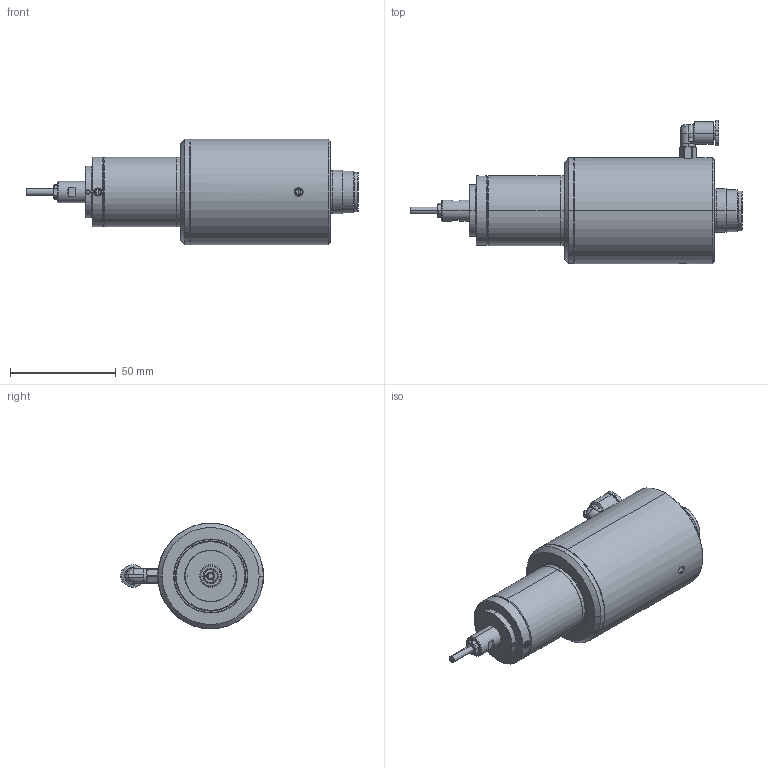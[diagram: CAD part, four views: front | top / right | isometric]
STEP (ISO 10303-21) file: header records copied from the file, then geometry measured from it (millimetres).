
FILE_DESCRIPTION (( 'STEP AP203' ), '1' );
FILE_NAME ('NR33-6000ATC-ESD.STEP', '2021-03-23T01:39:35', ( '' ), ( '' ), 'SwSTEP 2.0', 'SolidWorks 2017', '' );
FILE_SCHEMA (( 'CONFIG_CONTROL_DESIGN' ));
Length unit declared in the file: millimetre
Products named in the file (1): NR33-6000ATC-ESD
Bounding box: 156.8 x 67.6 x 50 mm (x, y, z)
Surface area: 28965.2 mm2 (no closed solid volume)
Topology: 0 solids, 21 shells, 279 faces, 794 edges, 537 vertices
Faces by surface type: cylinder 98, cone 91, plane 71, bspline 19
Entity records: 11898 total; most frequent: CARTESIAN_POINT 4823, DIRECTION 1449, ORIENTED_EDGE 1364, EDGE_CURVE 794, AXIS2_PLACEMENT_3D 576, VERTEX_POINT 537, CIRCLE 315, EDGE_LOOP 315
